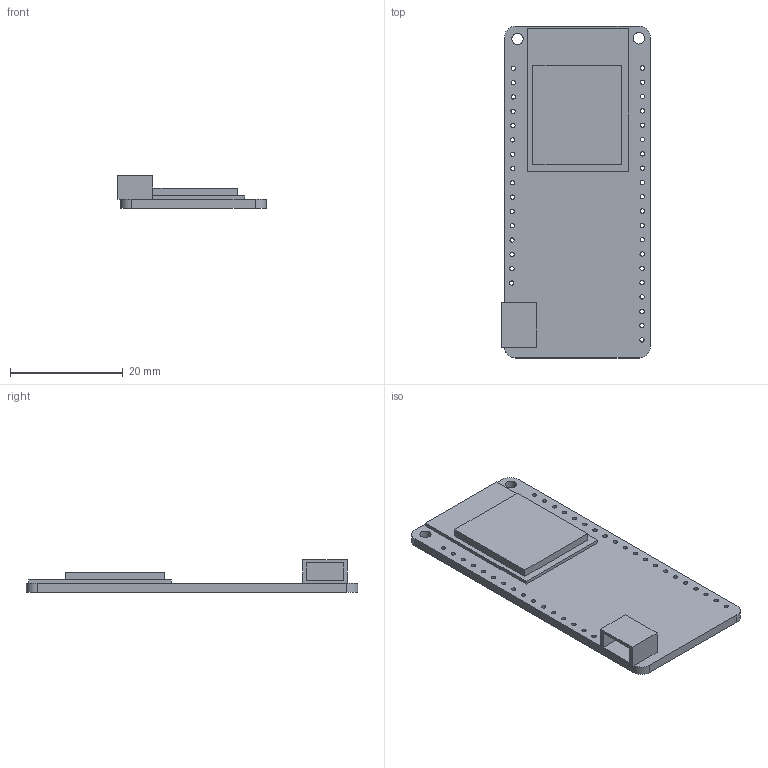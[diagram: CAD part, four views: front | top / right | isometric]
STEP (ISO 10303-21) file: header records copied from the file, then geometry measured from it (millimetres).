
FILE_DESCRIPTION (( 'STEP AP214' ), '1' );
FILE_NAME ('LOLIN32.STEP', '2020-01-28T23:51:34', ( '' ), ( '' ), 'SwSTEP 2.0', 'SolidWorks 2019', '' );
FILE_SCHEMA (( 'AUTOMOTIVE_DESIGN' ));
Length unit declared in the file: millimetre
Products named in the file (1): LOLIN32
Bounding box: 26.38 x 58.92 x 5.8 mm (x, y, z)
Volume: 3179 mm3; surface area: 3776.3 mm2
Topology: 1 solids, 1 shells, 107 faces, 304 edges, 202 vertices
Faces by surface type: cylinder 80, plane 27
Entity records: 3925 total; most frequent: DIRECTION 681, CARTESIAN_POINT 614, ORIENTED_EDGE 608, EDGE_CURVE 304, AXIS2_PLACEMENT_3D 269, VERTEX_POINT 202, EDGE_LOOP 186, CIRCLE 161
